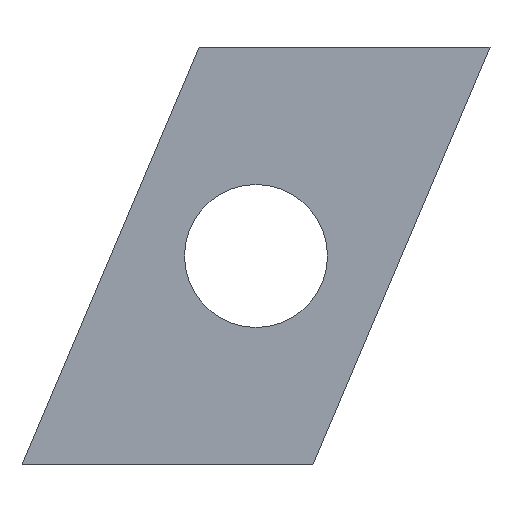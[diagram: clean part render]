
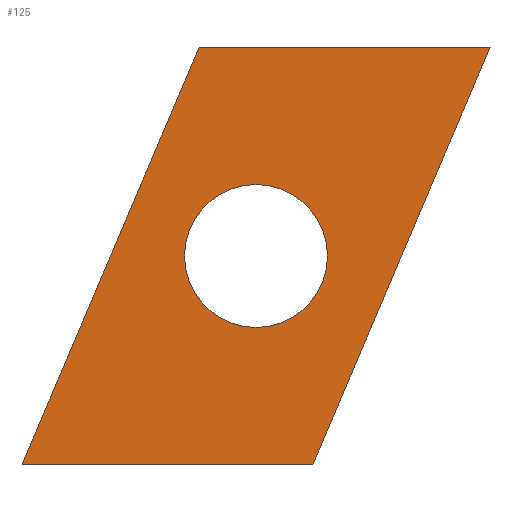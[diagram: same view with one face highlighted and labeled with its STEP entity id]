
A CAD part, front view. The second image highlights one B-rep face of the part: STEP entity #125.
In plain terms, the highlighted planar face has unit normal (0, -1, 0).
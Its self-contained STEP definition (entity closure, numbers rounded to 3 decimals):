
#3 = ORIENTED_EDGE ( 'NONE', *, *, #84, .F. ) ;
#25 = VERTEX_POINT ( 'NONE', #74 ) ;
#35 = AXIS2_PLACEMENT_3D ( 'NONE', #232, #77, #150 ) ;
#38 = DIRECTION ( 'NONE',  ( -0.391, 0., -0.921 ) ) ;
#50 = VECTOR ( 'NONE', #254, 1000. ) ;
#61 = PLANE ( 'NONE',  #82 ) ;
#63 = DIRECTION ( 'NONE',  ( 0.391, 0., 0.921 ) ) ;
#66 = ORIENTED_EDGE ( 'NONE', *, *, #175, .F. ) ;
#68 = VECTOR ( 'NONE', #63, 1000. ) ;
#74 = CARTESIAN_POINT ( 'NONE',  ( 0., 0., -4.25 ) ) ;
#77 = DIRECTION ( 'NONE',  ( 0., 1., 0. ) ) ;
#80 = CARTESIAN_POINT ( 'NONE',  ( -13.913, 0., -12.4 ) ) ;
#81 = FACE_OUTER_BOUND ( 'NONE', #129, .T. ) ;
#82 = AXIS2_PLACEMENT_3D ( 'NONE', #111, #194, #94 ) ;
#83 = DIRECTION ( 'NONE',  ( 0., 0., 1. ) ) ;
#84 = EDGE_CURVE ( 'NONE', #238, #118, #93, .T. ) ;
#85 = VERTEX_POINT ( 'NONE', #231 ) ;
#93 = LINE ( 'NONE', #110, #251 ) ;
#94 = DIRECTION ( 'NONE',  ( 0., 0., 1. ) ) ;
#99 = LINE ( 'NONE', #181, #68 ) ;
#100 = ORIENTED_EDGE ( 'NONE', *, *, #249, .F. ) ;
#110 = CARTESIAN_POINT ( 'NONE',  ( 3.387, 0., -12.4 ) ) ;
#111 = CARTESIAN_POINT ( 'NONE',  ( 0., 0., 0. ) ) ;
#114 = CARTESIAN_POINT ( 'NONE',  ( 0., 0., 4.25 ) ) ;
#118 = VERTEX_POINT ( 'NONE', #197 ) ;
#120 = DIRECTION ( 'NONE',  ( 1., 0., 0. ) ) ;
#122 = EDGE_LOOP ( 'NONE', ( #191, #248 ) ) ;
#125 = ADVANCED_FACE ( 'NONE', ( #136, #81 ), #61, .F. ) ;
#128 = VERTEX_POINT ( 'NONE', #80 ) ;
#129 = EDGE_LOOP ( 'NONE', ( #100, #66, #3, #185 ) ) ;
#136 = FACE_BOUND ( 'NONE', #122, .T. ) ;
#148 = EDGE_CURVE ( 'NONE', #199, #25, #259, .T. ) ;
#150 = DIRECTION ( 'NONE',  ( 0., 0., 1. ) ) ;
#155 = CARTESIAN_POINT ( 'NONE',  ( 0., 0., 0. ) ) ;
#175 = EDGE_CURVE ( 'NONE', #118, #128, #195, .T. ) ;
#176 = CARTESIAN_POINT ( 'NONE',  ( -13.913, 0., -12.4 ) ) ;
#180 = VECTOR ( 'NONE', #120, 1000. ) ;
#181 = CARTESIAN_POINT ( 'NONE',  ( -13.913, 0., -12.4 ) ) ;
#182 = CARTESIAN_POINT ( 'NONE',  ( 13.913, 0., 12.4 ) ) ;
#185 = ORIENTED_EDGE ( 'NONE', *, *, #226, .F. ) ;
#188 = CIRCLE ( 'NONE', #35, 4.25 ) ;
#191 = ORIENTED_EDGE ( 'NONE', *, *, #148, .T. ) ;
#194 = DIRECTION ( 'NONE',  ( 0., 1., 0. ) ) ;
#195 = LINE ( 'NONE', #176, #50 ) ;
#197 = CARTESIAN_POINT ( 'NONE',  ( 3.387, 0., -12.4 ) ) ;
#199 = VERTEX_POINT ( 'NONE', #114 ) ;
#202 = EDGE_CURVE ( 'NONE', #25, #199, #188, .T. ) ;
#213 = DIRECTION ( 'NONE',  ( 0., 1., 0. ) ) ;
#226 = EDGE_CURVE ( 'NONE', #85, #238, #240, .T. ) ;
#231 = CARTESIAN_POINT ( 'NONE',  ( -3.387, 0., 12.4 ) ) ;
#232 = CARTESIAN_POINT ( 'NONE',  ( 0., 0., 0. ) ) ;
#238 = VERTEX_POINT ( 'NONE', #182 ) ;
#239 = CARTESIAN_POINT ( 'NONE',  ( -3.387, 0., 12.4 ) ) ;
#240 = LINE ( 'NONE', #239, #180 ) ;
#246 = AXIS2_PLACEMENT_3D ( 'NONE', #155, #213, #83 ) ;
#248 = ORIENTED_EDGE ( 'NONE', *, *, #202, .T. ) ;
#249 = EDGE_CURVE ( 'NONE', #128, #85, #99, .T. ) ;
#251 = VECTOR ( 'NONE', #38, 1000. ) ;
#254 = DIRECTION ( 'NONE',  ( -1., 0., 0. ) ) ;
#259 = CIRCLE ( 'NONE', #246, 4.25 ) ;
